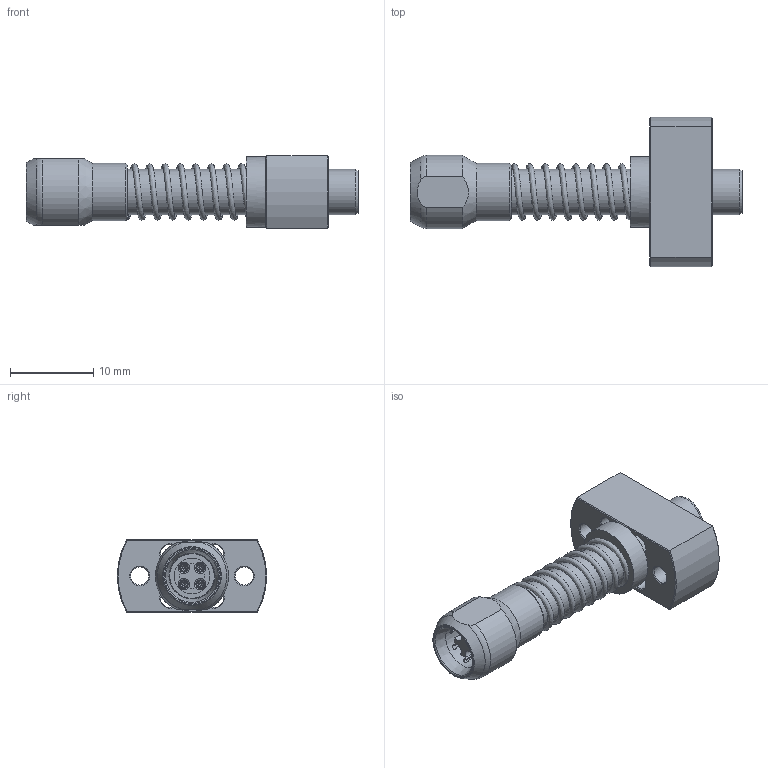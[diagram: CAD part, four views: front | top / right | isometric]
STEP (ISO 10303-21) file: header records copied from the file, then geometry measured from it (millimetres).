
FILE_DESCRIPTION (( 'STEP AP214' ), '1' );
FILE_NAME ('MOD-HF82955B0001Gxxx.STEP', '2021-11-17T07:17:26', ( 'first' ), ( 'Hewlett-Packard Company' ), 'SwSTEP 2.0', 'SolidWorks 2020', '' );
FILE_SCHEMA (( 'AUTOMOTIVE_DESIGN' ));
Length unit declared in the file: millimetre
Products named in the file (1): MOD-HF82955B0001Gxxx
Bounding box: 40 x 18 x 8.7 mm (x, y, z)
Volume: 1888.9 mm3; surface area: 3199.9 mm2
Topology: 3 solids, 4 shells, 561 faces, 1495 edges, 969 vertices
Faces by surface type: plane 314, cylinder 114, cone 104, torus 20, bspline 5, sphere 4
Full cylindrical faces by diameter (mm): 0.51 x4, 0.6 x4, 0.75 x4, 0.76 x4, 0.9 x4, 1.05 x4, 1.2 x1, 2.2 x2, 4.28 x1, 4.29 x1, 4.4 x2, 4.74 x1, 4.75 x1, 4.85 x1, 5.45 x2, 5.46 x1, 5.5 x1, 5.59 x1, 5.91 x1, 6.19 x1, 6.7 x1, 6.79 x1, 6.9 x1, 8.5 x1
Entity records: 23660 total; most frequent: CARTESIAN_POINT 5555, ORIENTED_EDGE 2708, DIRECTION 2665, EDGE_CURVE 1354, AXIS2_PLACEMENT_3D 967, VERTEX_POINT 918, LINE 731, VECTOR 731
